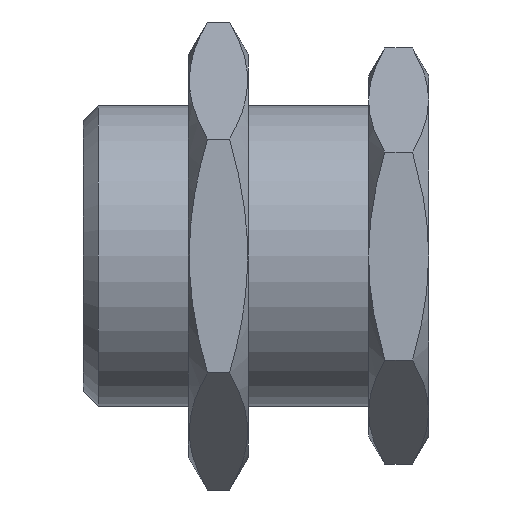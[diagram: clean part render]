
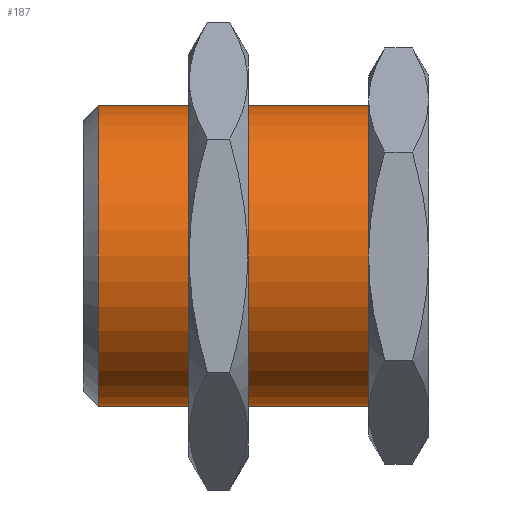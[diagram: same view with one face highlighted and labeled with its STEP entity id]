
A CAD part, front view. The second image highlights one B-rep face of the part: STEP entity #187.
In plain terms, the highlighted cylindrical face has radius 10 mm (diameter 20 mm), a partial arc.
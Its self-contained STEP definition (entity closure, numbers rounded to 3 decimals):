
#183 = ORIENTED_EDGE ( 'NONE', *, *, #192, .T. ) ;
#184 = ORIENTED_EDGE ( 'NONE', *, *, #1489, .T. ) ;
#185 = ORIENTED_EDGE ( 'NONE', *, *, #194, .F. ) ;
#187 = ADVANCED_FACE ( 'NONE', ( #414 ), #406, .T. ) ;
#188 = ORIENTED_EDGE ( 'NONE', *, *, #1480, .F. ) ;
#191 = EDGE_LOOP ( 'NONE', ( #188, #183, #184, #185 ) ) ;
#192 = EDGE_CURVE ( 'NONE', #1492, #1497, #460, .T. ) ;
#194 = EDGE_CURVE ( 'NONE', #1481, #1476, #451, .T. ) ;
#406 = CYLINDRICAL_SURFACE ( 'NONE', #410, 10. ) ;
#409 = CARTESIAN_POINT ( 'NONE',  ( -3.123, 0., 0. ) ) ;
#410 = AXIS2_PLACEMENT_3D ( 'NONE', #409, #463, #462 ) ;
#414 = FACE_OUTER_BOUND ( 'NONE', #191, .T. ) ;
#447 = DIRECTION ( 'NONE',  ( 0., 0., 1. ) ) ;
#448 = DIRECTION ( 'NONE',  ( -1., 0., 0. ) ) ;
#449 = CARTESIAN_POINT ( 'NONE',  ( 1., 0., 0. ) ) ;
#450 = AXIS2_PLACEMENT_3D ( 'NONE', #449, #448, #447 ) ;
#451 = CIRCLE ( 'NONE', #450, 10. ) ;
#452 = DIRECTION ( 'NONE',  ( 0., 0., 1. ) ) ;
#453 = DIRECTION ( 'NONE',  ( -1., 0., 0. ) ) ;
#454 = CARTESIAN_POINT ( 'NONE',  ( 19., 0., 0. ) ) ;
#455 = AXIS2_PLACEMENT_3D ( 'NONE', #454, #453, #452 ) ;
#460 = CIRCLE ( 'NONE', #455, 10. ) ;
#462 = DIRECTION ( 'NONE',  ( 0., 0., 1. ) ) ;
#463 = DIRECTION ( 'NONE',  ( -1., 0., 0. ) ) ;
#586 = CARTESIAN_POINT ( 'NONE',  ( 1., 0., 10. ) ) ;
#605 = CARTESIAN_POINT ( 'NONE',  ( 19., 0., -10. ) ) ;
#606 = DIRECTION ( 'NONE',  ( -1., 0., 0. ) ) ;
#607 = VECTOR ( 'NONE', #606, 1000. ) ;
#608 = CARTESIAN_POINT ( 'NONE',  ( -3.123, 0., 10. ) ) ;
#609 = LINE ( 'NONE', #608, #607 ) ;
#623 = CARTESIAN_POINT ( 'NONE',  ( 1., 0., -10. ) ) ;
#624 = DIRECTION ( 'NONE',  ( -1., 0., 0. ) ) ;
#625 = VECTOR ( 'NONE', #624, 1000. ) ;
#626 = CARTESIAN_POINT ( 'NONE',  ( -3.123, 0., -10. ) ) ;
#627 = LINE ( 'NONE', #626, #625 ) ;
#657 = CARTESIAN_POINT ( 'NONE',  ( 19., 0., 10. ) ) ;
#1476 = VERTEX_POINT ( 'NONE', #586 ) ;
#1480 = EDGE_CURVE ( 'NONE', #1492, #1481, #627, .T. ) ;
#1481 = VERTEX_POINT ( 'NONE', #623 ) ;
#1489 = EDGE_CURVE ( 'NONE', #1497, #1476, #609, .T. ) ;
#1492 = VERTEX_POINT ( 'NONE', #605 ) ;
#1497 = VERTEX_POINT ( 'NONE', #657 ) ;
